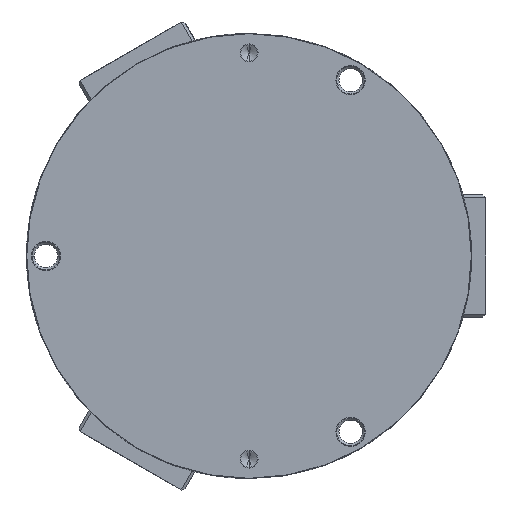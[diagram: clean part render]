
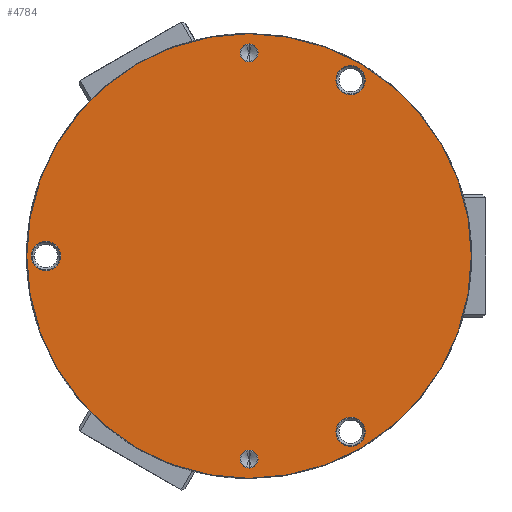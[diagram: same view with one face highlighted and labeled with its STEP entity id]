
A CAD part, front view. The second image highlights one B-rep face of the part: STEP entity #4784.
In plain terms, the highlighted planar face has unit normal (0, -1, 0).
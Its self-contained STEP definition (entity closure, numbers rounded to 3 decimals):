
#2132 = EDGE_CURVE( '', #5760, #3400, #6165, .T. );
#2214 = EDGE_CURVE( '', #5524, #3362, #6259, .T. );
#2278 = EDGE_CURVE( '', #3362, #5524, #6327, .T. );
#2476 = VERTEX_POINT( '', #6548 );
#2480 = VERTEX_POINT( '', #6552 );
#2914 = EDGE_CURVE( '', #3100, #5950, #7034, .T. );
#3100 = VERTEX_POINT( '', #7240 );
#3362 = VERTEX_POINT( '', #7531 );
#3400 = VERTEX_POINT( '', #7575 );
#4086 = EDGE_CURVE( '', #5242, #2476, #8348, .T. );
#4180 = EDGE_CURVE( '', #5350, #6006, #8450, .T. );
#4328 = EDGE_CURVE( '', #5950, #3100, #8617, .T. );
#4748 = VERTEX_POINT( '', #9089 );
#4758 = EDGE_CURVE( '', #2476, #5242, #9099, .T. );
#4784 = ADVANCED_FACE( '', ( #9127, #9128, #9129, #9130, #9131, #9132 ), #9133, .F. );
#5132 = EDGE_CURVE( '', #6006, #5350, #9523, .T. );
#5242 = VERTEX_POINT( '', #9646 );
#5280 = EDGE_CURVE( '', #2480, #4748, #9686, .T. );
#5350 = VERTEX_POINT( '', #9763 );
#5472 = EDGE_CURVE( '', #3400, #5760, #9897, .T. );
#5524 = VERTEX_POINT( '', #9952 );
#5760 = VERTEX_POINT( '', #10207 );
#5830 = EDGE_CURVE( '', #4748, #2480, #10287, .T. );
#5950 = VERTEX_POINT( '', #10420 );
#6006 = VERTEX_POINT( '', #10481 );
#6165 = CIRCLE( '', #10671, 5.25 );
#6259 = CIRCLE( '', #10826, 79.9 );
#6327 = CIRCLE( '', #10924, 79.9 );
#6548 = CARTESIAN_POINT( '', ( 31.25, 0., 63.22 ) );
#6552 = CARTESIAN_POINT( '', ( -3.25, 0., 73. ) );
#7034 = CIRCLE( '', #11946, 5.25 );
#7240 = CARTESIAN_POINT( '', ( -78.25, 0., 0. ) );
#7531 = CARTESIAN_POINT( '', ( -79.9, 0., 0. ) );
#7575 = CARTESIAN_POINT( '', ( 31.25, 0., -63.22 ) );
#8348 = CIRCLE( '', #13779, 5.25 );
#8450 = CIRCLE( '', #13953, 3.25 );
#8617 = CIRCLE( '', #14180, 5.25 );
#9089 = CARTESIAN_POINT( '', ( 3.25, 0., 73. ) );
#9099 = CIRCLE( '', #14901, 5.25 );
#9127 = FACE_OUTER_BOUND( '', #14936, .T. );
#9128 = FACE_BOUND( '', #14937, .T. );
#9129 = FACE_BOUND( '', #14938, .T. );
#9130 = FACE_BOUND( '', #14939, .T. );
#9131 = FACE_BOUND( '', #14940, .T. );
#9132 = FACE_BOUND( '', #14941, .T. );
#9133 = PLANE( '', #14942 );
#9523 = CIRCLE( '', #15500, 3.25 );
#9646 = CARTESIAN_POINT( '', ( 41.75, 0., 63.22 ) );
#9686 = CIRCLE( '', #15794, 3.25 );
#9763 = CARTESIAN_POINT( '', ( -3.25, 0., -73. ) );
#9897 = CIRCLE( '', #16087, 5.25 );
#9952 = CARTESIAN_POINT( '', ( 79.9, 0., 0. ) );
#10207 = CARTESIAN_POINT( '', ( 41.75, 0., -63.22 ) );
#10287 = CIRCLE( '', #16637, 3.25 );
#10420 = CARTESIAN_POINT( '', ( -67.75, 0., 0. ) );
#10481 = CARTESIAN_POINT( '', ( 3.25, 0., -73. ) );
#10671 = AXIS2_PLACEMENT_3D( '', #17053, #17054, #17055 );
#10826 = AXIS2_PLACEMENT_3D( '', #17167, #17168, #17169 );
#10924 = AXIS2_PLACEMENT_3D( '', #17226, #17227, #17228 );
#11946 = AXIS2_PLACEMENT_3D( '', #18049, #18050, #18051 );
#13779 = AXIS2_PLACEMENT_3D( '', #19630, #19631, #19632 );
#13953 = AXIS2_PLACEMENT_3D( '', #19727, #19728, #19729 );
#14180 = AXIS2_PLACEMENT_3D( '', #19920, #19921, #19922 );
#14901 = AXIS2_PLACEMENT_3D( '', #20518, #20519, #20520 );
#14936 = EDGE_LOOP( '', ( #20544, #20545 ) );
#14937 = EDGE_LOOP( '', ( #20546, #20547 ) );
#14938 = EDGE_LOOP( '', ( #20548, #20549 ) );
#14939 = EDGE_LOOP( '', ( #20550, #20551 ) );
#14940 = EDGE_LOOP( '', ( #20552, #20553 ) );
#14941 = EDGE_LOOP( '', ( #20554, #20555 ) );
#14942 = AXIS2_PLACEMENT_3D( '', #20556, #20557, #20558 );
#15500 = AXIS2_PLACEMENT_3D( '', #21047, #21048, #21049 );
#15794 = AXIS2_PLACEMENT_3D( '', #21229, #21230, #21231 );
#16087 = AXIS2_PLACEMENT_3D( '', #21447, #21448, #21449 );
#16637 = AXIS2_PLACEMENT_3D( '', #21825, #21826, #21827 );
#17053 = CARTESIAN_POINT( '', ( 36.5, 0., -63.22 ) );
#17054 = DIRECTION( '', ( 0., 1., 0. ) );
#17055 = DIRECTION( '', ( 1., 0., 0. ) );
#17167 = CARTESIAN_POINT( '', ( 0., 0., 0. ) );
#17168 = DIRECTION( '', ( 0., 1., 0. ) );
#17169 = DIRECTION( '', ( 1., 0., 0. ) );
#17226 = CARTESIAN_POINT( '', ( 0., 0., 0. ) );
#17227 = DIRECTION( '', ( 0., 1., 0. ) );
#17228 = DIRECTION( '', ( 1., 0., 0. ) );
#18049 = CARTESIAN_POINT( '', ( -73., 0., 0. ) );
#18050 = DIRECTION( '', ( 0., 1., 0. ) );
#18051 = DIRECTION( '', ( 1., 0., 0. ) );
#19630 = CARTESIAN_POINT( '', ( 36.5, 0., 63.22 ) );
#19631 = DIRECTION( '', ( 0., 1., 0. ) );
#19632 = DIRECTION( '', ( 1., 0., 0. ) );
#19727 = CARTESIAN_POINT( '', ( 0., 0., -73. ) );
#19728 = DIRECTION( '', ( 0., 1., 0. ) );
#19729 = DIRECTION( '', ( 1., 0., 0. ) );
#19920 = CARTESIAN_POINT( '', ( -73., 0., 0. ) );
#19921 = DIRECTION( '', ( 0., 1., 0. ) );
#19922 = DIRECTION( '', ( 1., 0., 0. ) );
#20518 = CARTESIAN_POINT( '', ( 36.5, 0., 63.22 ) );
#20519 = DIRECTION( '', ( 0., 1., 0. ) );
#20520 = DIRECTION( '', ( 1., 0., 0. ) );
#20544 = ORIENTED_EDGE( '', *, *, #2214, .F. );
#20545 = ORIENTED_EDGE( '', *, *, #2278, .F. );
#20546 = ORIENTED_EDGE( '', *, *, #4086, .T. );
#20547 = ORIENTED_EDGE( '', *, *, #4758, .T. );
#20548 = ORIENTED_EDGE( '', *, *, #2132, .T. );
#20549 = ORIENTED_EDGE( '', *, *, #5472, .T. );
#20550 = ORIENTED_EDGE( '', *, *, #5830, .T. );
#20551 = ORIENTED_EDGE( '', *, *, #5280, .T. );
#20552 = ORIENTED_EDGE( '', *, *, #5132, .T. );
#20553 = ORIENTED_EDGE( '', *, *, #4180, .T. );
#20554 = ORIENTED_EDGE( '', *, *, #4328, .T. );
#20555 = ORIENTED_EDGE( '', *, *, #2914, .T. );
#20556 = CARTESIAN_POINT( '', ( 0., 0., 0. ) );
#20557 = DIRECTION( '', ( 0., 1., 0. ) );
#20558 = DIRECTION( '', ( 0., 0., 1. ) );
#21047 = CARTESIAN_POINT( '', ( 0., 0., -73. ) );
#21048 = DIRECTION( '', ( 0., 1., 0. ) );
#21049 = DIRECTION( '', ( 1., 0., 0. ) );
#21229 = CARTESIAN_POINT( '', ( 0., 0., 73. ) );
#21230 = DIRECTION( '', ( 0., 1., 0. ) );
#21231 = DIRECTION( '', ( 1., 0., 0. ) );
#21447 = CARTESIAN_POINT( '', ( 36.5, 0., -63.22 ) );
#21448 = DIRECTION( '', ( 0., 1., 0. ) );
#21449 = DIRECTION( '', ( 1., 0., 0. ) );
#21825 = CARTESIAN_POINT( '', ( 0., 0., 73. ) );
#21826 = DIRECTION( '', ( 0., 1., 0. ) );
#21827 = DIRECTION( '', ( 1., 0., 0. ) );
